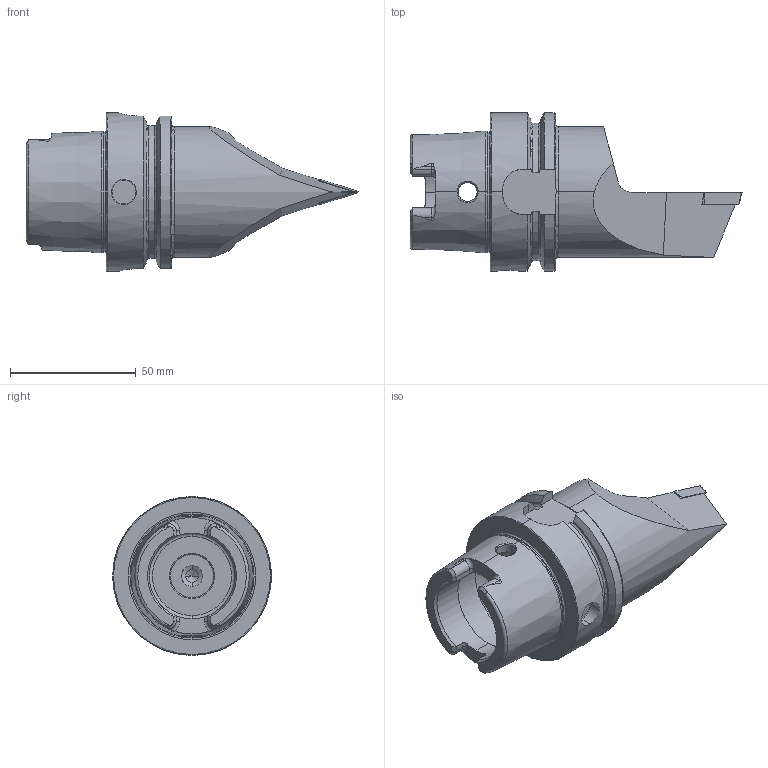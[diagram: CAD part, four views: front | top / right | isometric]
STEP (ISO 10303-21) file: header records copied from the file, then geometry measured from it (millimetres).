
FILE_DESCRIPTION (( 'STEP AP203' ), '1' );
FILE_NAME ('HA6.KVB.NVA.100.STEP', '2012-01-13T07:06:18', ( 'baer' ), ( 'Hewlett-Packard Company' ), 'SwSTEP 2.0', 'SolidWorks 2011', '' );
FILE_SCHEMA (( 'CONFIG_CONTROL_DESIGN' ));
Length unit declared in the file: millimetre
Products named in the file (5): HA6.KVB.NVA.100; KVT_MB_600_060; WCB-ER2.001.009_A; VCMT160404; HA6-KVB.NVA.100_B
Assembly tree (4 placements, depth 2):
  HA6.KVB.NVA.100
    KVT_MB_600_060
    WCB-ER2.001.009_A
    VCMT160404
    HA6-KVB.NVA.100_B
Bounding box: 131.93 x 63 x 63 mm (x, y, z)
Volume: 147150.3 mm3; surface area: 30865.9 mm2
Topology: 5 solids, 5 shells, 309 faces, 791 edges, 484 vertices
Faces by surface type: cylinder 86, plane 84, cone 78, torus 37, bspline 20, sphere 4
Entity records: 11438 total; most frequent: CARTESIAN_POINT 3840, ORIENTED_EDGE 1552, DIRECTION 1418, EDGE_CURVE 776, AXIS2_PLACEMENT_3D 564, VERTEX_POINT 481, EDGE_LOOP 323, FACE_OUTER_BOUND 309
